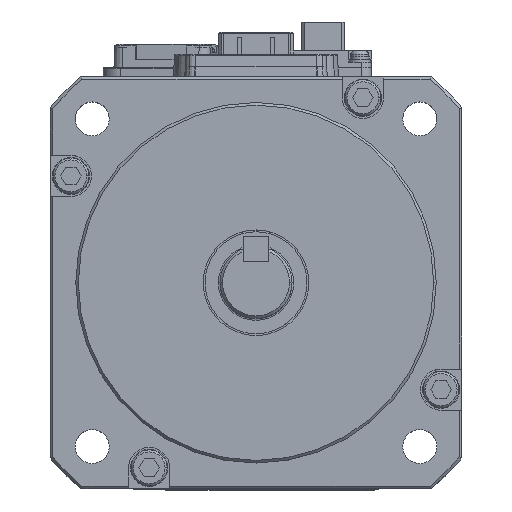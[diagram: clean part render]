
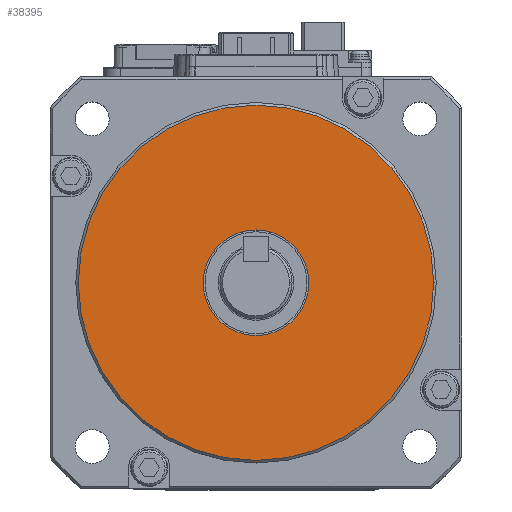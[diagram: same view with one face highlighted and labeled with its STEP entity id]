
A CAD part, top view. The second image highlights one B-rep face of the part: STEP entity #38395.
In plain terms, the highlighted planar face has unit normal (0, 0, 1).
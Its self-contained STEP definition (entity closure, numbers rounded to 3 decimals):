
#4092 = CIRCLE ( 'NONE', #96873, 10.25 ) ;
#6054 = EDGE_CURVE ( 'NONE', #14538, #82851, #87116, .T. ) ;
#8550 = EDGE_CURVE ( 'NONE', #66056, #94375, #67145, .T. ) ;
#8716 = DIRECTION ( 'NONE',  ( 0., 0., 1. ) ) ;
#10360 = AXIS2_PLACEMENT_3D ( 'NONE', #77334, #8716, #39316 ) ;
#11050 = EDGE_CURVE ( 'NONE', #82851, #14538, #35272, .T. ) ;
#11536 = DIRECTION ( 'NONE',  ( 0., 0., 1. ) ) ;
#14538 = VERTEX_POINT ( 'NONE', #33420 ) ;
#14543 = DIRECTION ( 'NONE',  ( 1., 0., 0. ) ) ;
#19266 = AXIS2_PLACEMENT_3D ( 'NONE', #33676, #77727, #70669 ) ;
#25895 = FACE_BOUND ( 'NONE', #51467, .T. ) ;
#26412 = EDGE_CURVE ( 'NONE', #94375, #66056, #4092, .T. ) ;
#27230 = AXIS2_PLACEMENT_3D ( 'NONE', #63381, #71886, #55388 ) ;
#30184 = CARTESIAN_POINT ( 'NONE',  ( -10.25, 0., 41.5 ) ) ;
#33420 = CARTESIAN_POINT ( 'NONE',  ( 34.5, 0., 41.5 ) ) ;
#33676 = CARTESIAN_POINT ( 'NONE',  ( 0., 0., 41.5 ) ) ;
#35272 = CIRCLE ( 'NONE', #48052, 34.5 ) ;
#38395 = ADVANCED_FACE ( 'NONE', ( #93455, #25895 ), #62908, .T. ) ;
#39316 = DIRECTION ( 'NONE',  ( 1., 0., 0. ) ) ;
#48052 = AXIS2_PLACEMENT_3D ( 'NONE', #50502, #11536, #65033 ) ;
#49031 = ORIENTED_EDGE ( 'NONE', *, *, #11050, .T. ) ;
#50334 = CARTESIAN_POINT ( 'NONE',  ( 10.25, 0., 41.5 ) ) ;
#50502 = CARTESIAN_POINT ( 'NONE',  ( 0., 0., 41.5 ) ) ;
#51467 = EDGE_LOOP ( 'NONE', ( #58991, #72434 ) ) ;
#54981 = ORIENTED_EDGE ( 'NONE', *, *, #6054, .T. ) ;
#55388 = DIRECTION ( 'NONE',  ( 1., 0., 0. ) ) ;
#58991 = ORIENTED_EDGE ( 'NONE', *, *, #8550, .F. ) ;
#59359 = EDGE_LOOP ( 'NONE', ( #49031, #54981 ) ) ;
#61563 = DIRECTION ( 'NONE',  ( 0., 0., 1. ) ) ;
#62908 = PLANE ( 'NONE',  #27230 ) ;
#63381 = CARTESIAN_POINT ( 'NONE',  ( 0., 0., 41.5 ) ) ;
#65033 = DIRECTION ( 'NONE',  ( 1., 0., 0. ) ) ;
#66056 = VERTEX_POINT ( 'NONE', #30184 ) ;
#67145 = CIRCLE ( 'NONE', #19266, 10.25 ) ;
#70010 = CARTESIAN_POINT ( 'NONE',  ( 0., 0., 41.5 ) ) ;
#70669 = DIRECTION ( 'NONE',  ( 1., 0., 0. ) ) ;
#71886 = DIRECTION ( 'NONE',  ( 0., 0., 1. ) ) ;
#72434 = ORIENTED_EDGE ( 'NONE', *, *, #26412, .F. ) ;
#77334 = CARTESIAN_POINT ( 'NONE',  ( 0., 0., 41.5 ) ) ;
#77727 = DIRECTION ( 'NONE',  ( 0., 0., 1. ) ) ;
#82851 = VERTEX_POINT ( 'NONE', #89085 ) ;
#87116 = CIRCLE ( 'NONE', #10360, 34.5 ) ;
#89085 = CARTESIAN_POINT ( 'NONE',  ( -34.5, 0., 41.5 ) ) ;
#93455 = FACE_OUTER_BOUND ( 'NONE', #59359, .T. ) ;
#94375 = VERTEX_POINT ( 'NONE', #50334 ) ;
#96873 = AXIS2_PLACEMENT_3D ( 'NONE', #70010, #61563, #14543 ) ;
